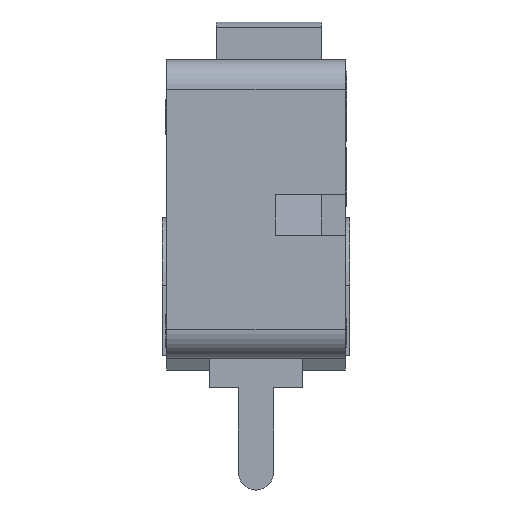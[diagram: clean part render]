
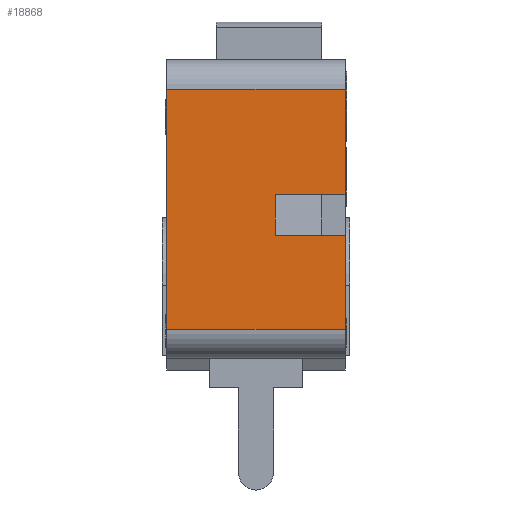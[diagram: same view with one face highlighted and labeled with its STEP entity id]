
A CAD part, left-side view. The second image highlights one B-rep face of the part: STEP entity #18868.
In plain terms, the highlighted planar face has unit normal (-1, 0, 0).
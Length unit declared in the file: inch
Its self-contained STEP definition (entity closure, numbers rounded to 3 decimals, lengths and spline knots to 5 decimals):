
#1293=CARTESIAN_POINT('',(-0.20079,-0.24016,0.12205));
#1294=VERTEX_POINT('',#1293);
#1301=CARTESIAN_POINT('',(-0.20079,-0.14567,0.12205));
#1302=VERTEX_POINT('',#1301);
#1303=CARTESIAN_POINT('',(-0.20079,-0.14567,0.12205));
#1304=DIRECTION('',(0.0,-1.0,0.0));
#1305=VECTOR('',#1304,0.09449);
#1306=LINE('',#1303,#1305);
#1307=EDGE_CURVE('',#1302,#1294,#1306,.T.);
#14938=CARTESIAN_POINT('',(-0.20079,-0.24016,0.06693));
#14939=VERTEX_POINT('',#14938);
#14946=CARTESIAN_POINT('',(-0.20079,-0.24016,-0.05906));
#14947=VERTEX_POINT('',#14946);
#14948=CARTESIAN_POINT('',(-0.20079,-0.24016,-0.05906));
#14949=DIRECTION('',(0.0,0.0,1.0));
#14950=VECTOR('',#14949,0.12598);
#14951=LINE('',#14948,#14950);
#14952=EDGE_CURVE('',#14947,#14939,#14951,.T.);
#15108=CARTESIAN_POINT('',(-0.20079,-0.24016,0.26378));
#15109=VERTEX_POINT('',#15108);
#15117=CARTESIAN_POINT('',(-0.20079,-0.24016,0.12205));
#15118=DIRECTION('',(0.0,0.0,1.0));
#15119=VECTOR('',#15118,0.14173);
#15120=LINE('',#15117,#15119);
#15121=EDGE_CURVE('',#1294,#15109,#15120,.T.);
#15935=CARTESIAN_POINT('',(-0.20079,-0.14567,0.06693));
#15936=VERTEX_POINT('',#15935);
#15945=CARTESIAN_POINT('',(-0.20079,-0.24016,0.06693));
#15946=DIRECTION('',(0.0,1.0,0.0));
#15947=VECTOR('',#15946,0.09449);
#15948=LINE('',#15945,#15947);
#15949=EDGE_CURVE('',#14939,#15936,#15948,.T.);
#17110=CARTESIAN_POINT('',(-0.20079,0.0,-0.05906));
#17111=VERTEX_POINT('',#17110);
#17119=CARTESIAN_POINT('',(-0.20079,0.0,0.26378));
#17120=VERTEX_POINT('',#17119);
#17121=CARTESIAN_POINT('',(-0.20079,0.0,0.26378));
#17122=DIRECTION('',(0.0,0.0,-1.0));
#17123=VECTOR('',#17122,0.32283);
#17124=LINE('',#17121,#17123);
#17125=EDGE_CURVE('',#17120,#17111,#17124,.T.);
#18832=CARTESIAN_POINT('',(-0.20079,-0.14567,0.06693));
#18833=DIRECTION('',(0.0,0.0,1.0));
#18834=VECTOR('',#18833,0.05512);
#18835=LINE('',#18832,#18834);
#18836=EDGE_CURVE('',#15936,#1302,#18835,.T.);
#18843=CARTESIAN_POINT('',(-0.20079,-0.25217,-0.0752));
#18844=DIRECTION('',(-1.0,0.0,0.0));
#18845=DIRECTION('',(0.0,0.0,1.0));
#18846=AXIS2_PLACEMENT_3D('',#18843,#18844,#18845);
#18847=PLANE('',#18846);
#18848=ORIENTED_EDGE('',*,*,#17125,.T.);
#18849=CARTESIAN_POINT('',(-0.20079,-0.24016,-0.05906));
#18850=DIRECTION('',(0.0,1.0,0.0));
#18851=VECTOR('',#18850,0.24016);
#18852=LINE('',#18849,#18851);
#18853=EDGE_CURVE('',#14947,#17111,#18852,.T.);
#18854=ORIENTED_EDGE('',*,*,#18853,.F.);
#18855=ORIENTED_EDGE('',*,*,#14952,.T.);
#18856=ORIENTED_EDGE('',*,*,#15949,.T.);
#18857=ORIENTED_EDGE('',*,*,#18836,.T.);
#18858=ORIENTED_EDGE('',*,*,#1307,.T.);
#18859=ORIENTED_EDGE('',*,*,#15121,.T.);
#18860=CARTESIAN_POINT('',(-0.20079,-0.24016,0.26378));
#18861=DIRECTION('',(0.0,1.0,0.0));
#18862=VECTOR('',#18861,0.24016);
#18863=LINE('',#18860,#18862);
#18864=EDGE_CURVE('',#15109,#17120,#18863,.T.);
#18865=ORIENTED_EDGE('',*,*,#18864,.T.);
#18866=EDGE_LOOP('',(#18848,#18854,#18855,#18856,#18857,#18858,#18859,#18865));
#18867=FACE_OUTER_BOUND('',#18866,.T.);
#18868=ADVANCED_FACE('',(#18867),#18847,.T.);
